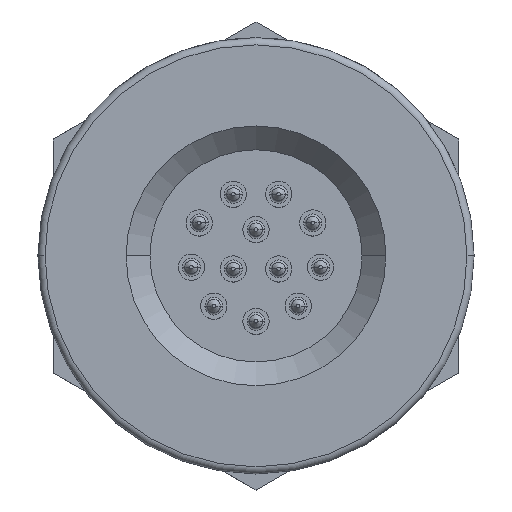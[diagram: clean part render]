
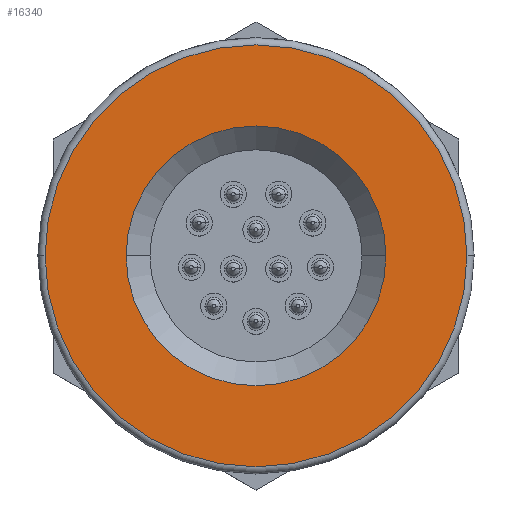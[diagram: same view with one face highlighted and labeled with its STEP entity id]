
A CAD part, top view. The second image highlights one B-rep face of the part: STEP entity #16340.
In plain terms, the highlighted planar face has unit normal (0, 0, 1).
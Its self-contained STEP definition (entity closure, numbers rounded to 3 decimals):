
#1050=CARTESIAN_POINT('',(5.441,0.,18.45));
#1060=VERTEX_POINT('',#1050);
#1090=CARTESIAN_POINT('',(-0.009,0.,
18.45));
#1100=DIRECTION('',(0.,0.,1.));
#1110=DIRECTION('',(-1.,0.,0.));
#1120=AXIS2_PLACEMENT_3D('',#1090,#1100,#1110);
#1130=CIRCLE('',#1120,5.45);
#1140=CARTESIAN_POINT('',(-5.459,0.,18.45));
#1150=VERTEX_POINT('',#1140);
#1160=EDGE_CURVE('',#1150,#1060,#1130,.T.);
#16090=CARTESIAN_POINT('',(-8.084,0.,18.45));
#16100=DIRECTION('',(0.,0.,1.));
#16110=DIRECTION('',(-1.,0.,0.));
#16120=AXIS2_PLACEMENT_3D('',#16090,#16100,#16110);
#16130=PLANE('',#16120);
#16140=ORIENTED_EDGE('',*,*,#1160,.F.);
#16150=EDGE_CURVE('',#1060,#1150,#1130,.T.);
#16160=ORIENTED_EDGE('',*,*,#16150,.F.);
#16170=EDGE_LOOP('',(#16160,#16140));
#16180=FACE_BOUND('',#16170,.T.);
#16190=CARTESIAN_POINT('',(-0.009,0.,
18.45));
#16200=DIRECTION('',(0.,0.,-1.));
#16210=DIRECTION('',(1.,0.,0.));
#16220=AXIS2_PLACEMENT_3D('',#16190,#16200,#16210);
#16230=CIRCLE('',#16220,8.85);
#16240=CARTESIAN_POINT('',(-8.859,0.,18.45));
#16250=VERTEX_POINT('',#16240);
#16260=CARTESIAN_POINT('',(8.841,0.,18.45));
#16270=VERTEX_POINT('',#16260);
#16280=EDGE_CURVE('',#16250,#16270,#16230,.T.);
#16290=ORIENTED_EDGE('',*,*,#16280,.F.);
#16300=EDGE_CURVE('',#16270,#16250,#16230,.T.);
#16310=ORIENTED_EDGE('',*,*,#16300,.F.);
#16320=EDGE_LOOP('',(#16310,#16290));
#16330=FACE_OUTER_BOUND('',#16320,.T.);
#16340=ADVANCED_FACE('',(#16180,#16330),#16130,.T.);
